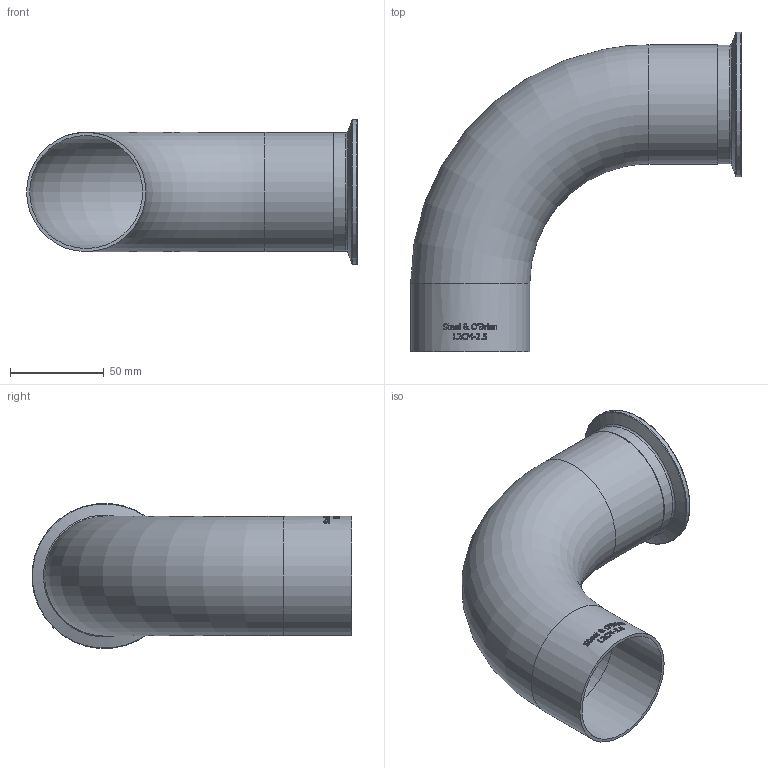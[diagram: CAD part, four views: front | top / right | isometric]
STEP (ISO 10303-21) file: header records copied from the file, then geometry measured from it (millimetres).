
FILE_DESCRIPTION(/* description */ (''),/* implementation_level */ '2;1');
FILE_NAME(/* name */ 'L2CM-2.5.stp',/* time_stamp */ '2019-07-26T10:56:52-04:00',/* author */ ('rick'),/* organization */ (''),/* preprocessor_version */ 'ST-DEVELOPER v15.2',/* originating_system */ 'Autodesk Inventor 2014',/* authorisation */ '');
FILE_SCHEMA (('AUTOMOTIVE_DESIGN { 1 0 10303 214 3 1 1 }'));
Length unit declared in the file: inch
Products named in the file (1): L2CM-2.5
Bounding box: 176.23 x 170.34 x 77.13 mm (x, y, z)
Volume: 81000.3 mm3; surface area: 95268.3 mm2
Topology: 1 solids, 1 shells, 355 faces, 945 edges, 625 vertices
Faces by surface type: bspline 170, plane 135, cylinder 37, torus 10, cone 3
Full cylindrical faces by diameter (mm): 60.198 x3, 63.5 x3, 77.394 x1
Entity records: 13979 total; most frequent: CARTESIAN_POINT 6168, ORIENTED_EDGE 1850, DIRECTION 1126, EDGE_CURVE 925, VERTEX_POINT 625, LINE 416, VECTOR 416, EDGE_LOOP 410
